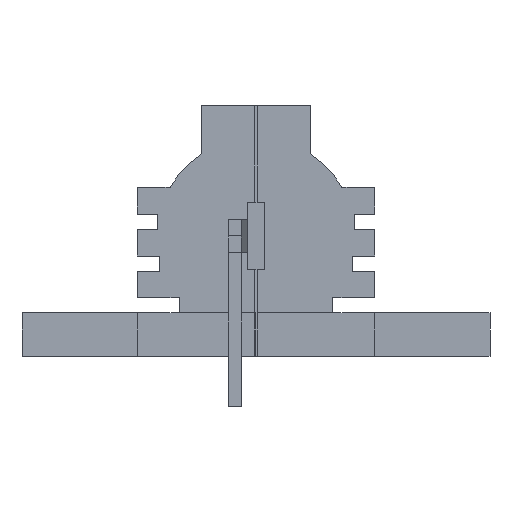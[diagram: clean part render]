
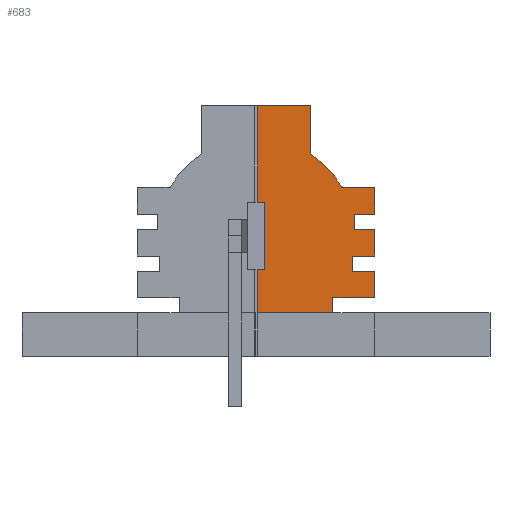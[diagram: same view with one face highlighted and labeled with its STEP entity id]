
A CAD part, left-side view. The second image highlights one B-rep face of the part: STEP entity #683.
In plain terms, the highlighted planar face has unit normal (-1, 0, 0).
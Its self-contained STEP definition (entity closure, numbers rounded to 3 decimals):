
#247 = VERTEX_POINT('',#248);
#248 = CARTESIAN_POINT('',(-14.5,-0.5,6.45));
#254 = EDGE_CURVE('',#247,#255,#257,.T.);
#255 = VERTEX_POINT('',#256);
#256 = CARTESIAN_POINT('',(-14.5,-0.5,7.95));
#257 = LINE('',#258,#259);
#258 = CARTESIAN_POINT('',(-14.5,-0.5,4.6));
#259 = VECTOR('',#260,1.);
#260 = DIRECTION('',(0.,0.,1.));
#308 = EDGE_CURVE('',#255,#309,#311,.T.);
#309 = VERTEX_POINT('',#310);
#310 = CARTESIAN_POINT('',(-14.5,-0.1,7.95));
#311 = LINE('',#312,#313);
#312 = CARTESIAN_POINT('',(-14.5,0.3,7.95));
#313 = VECTOR('',#314,1.);
#314 = DIRECTION('',(0.,1.,0.));
#502 = VERTEX_POINT('',#503);
#503 = CARTESIAN_POINT('',(-14.5,-0.1,6.45));
#509 = EDGE_CURVE('',#502,#247,#510,.T.);
#510 = LINE('',#511,#512);
#511 = CARTESIAN_POINT('',(-14.5,0.3,6.45));
#512 = VECTOR('',#513,1.);
#513 = DIRECTION('',(0.,-1.,0.));
#683 = ADVANCED_FACE('',(#684),#832,.F.);
#684 = FACE_BOUND('',#685,.F.);
#685 = EDGE_LOOP('',(#686,#696,#704,#710,#711,#712,#713,#721,#729,#737,
    #746,#754,#762,#770,#778,#786,#794,#802,#810,#818,#826));
#686 = ORIENTED_EDGE('',*,*,#687,.F.);
#687 = EDGE_CURVE('',#688,#690,#692,.T.);
#688 = VERTEX_POINT('',#689);
#689 = CARTESIAN_POINT('',(-14.5,-4.596,2.6));
#690 = VERTEX_POINT('',#691);
#691 = CARTESIAN_POINT('',(-14.5,-4.596,3.5));
#692 = LINE('',#693,#694);
#693 = CARTESIAN_POINT('',(-14.5,-4.596,2.6));
#694 = VECTOR('',#695,1.);
#695 = DIRECTION('',(0.,0.,1.));
#696 = ORIENTED_EDGE('',*,*,#697,.T.);
#697 = EDGE_CURVE('',#688,#698,#700,.T.);
#698 = VERTEX_POINT('',#699);
#699 = CARTESIAN_POINT('',(-14.5,-0.1,2.6));
#700 = LINE('',#701,#702);
#701 = CARTESIAN_POINT('',(-14.5,-7.1,2.6));
#702 = VECTOR('',#703,1.);
#703 = DIRECTION('',(0.,1.,0.));
#704 = ORIENTED_EDGE('',*,*,#705,.F.);
#705 = EDGE_CURVE('',#502,#698,#706,.T.);
#706 = LINE('',#707,#708);
#707 = CARTESIAN_POINT('',(-14.5,-0.1,15.));
#708 = VECTOR('',#709,1.);
#709 = DIRECTION('',(0.,0.,-1.));
#710 = ORIENTED_EDGE('',*,*,#509,.T.);
#711 = ORIENTED_EDGE('',*,*,#254,.T.);
#712 = ORIENTED_EDGE('',*,*,#308,.T.);
#713 = ORIENTED_EDGE('',*,*,#714,.F.);
#714 = EDGE_CURVE('',#715,#309,#717,.T.);
#715 = VERTEX_POINT('',#716);
#716 = CARTESIAN_POINT('',(-14.5,-0.1,15.));
#717 = LINE('',#718,#719);
#718 = CARTESIAN_POINT('',(-14.5,-0.1,15.));
#719 = VECTOR('',#720,1.);
#720 = DIRECTION('',(0.,0.,-1.));
#721 = ORIENTED_EDGE('',*,*,#722,.F.);
#722 = EDGE_CURVE('',#723,#715,#725,.T.);
#723 = VERTEX_POINT('',#724);
#724 = CARTESIAN_POINT('',(-14.5,-3.273,15.));
#725 = LINE('',#726,#727);
#726 = CARTESIAN_POINT('',(-14.5,-3.273,15.));
#727 = VECTOR('',#728,1.);
#728 = DIRECTION('',(0.,1.,0.));
#729 = ORIENTED_EDGE('',*,*,#730,.F.);
#730 = EDGE_CURVE('',#731,#723,#733,.T.);
#731 = VERTEX_POINT('',#732);
#732 = CARTESIAN_POINT('',(-14.5,-3.273,12.109));
#733 = LINE('',#734,#735);
#734 = CARTESIAN_POINT('',(-14.5,-3.273,12.109));
#735 = VECTOR('',#736,1.);
#736 = DIRECTION('',(0.,0.,1.));
#737 = ORIENTED_EDGE('',*,*,#738,.T.);
#738 = EDGE_CURVE('',#731,#739,#741,.T.);
#739 = VERTEX_POINT('',#740);
#740 = CARTESIAN_POINT('',(-14.5,-5.138,10.1));
#741 = CIRCLE('',#742,5.9);
#742 = AXIS2_PLACEMENT_3D('',#743,#744,#745);
#743 = CARTESIAN_POINT('',(-14.5,0.,7.2));
#744 = DIRECTION('',(1.,0.,0.));
#745 = DIRECTION('',(0.,1.,0.));
#746 = ORIENTED_EDGE('',*,*,#747,.F.);
#747 = EDGE_CURVE('',#748,#739,#750,.T.);
#748 = VERTEX_POINT('',#749);
#749 = CARTESIAN_POINT('',(-14.5,-7.1,10.1));
#750 = LINE('',#751,#752);
#751 = CARTESIAN_POINT('',(-14.5,-7.1,10.1));
#752 = VECTOR('',#753,1.);
#753 = DIRECTION('',(0.,1.,0.));
#754 = ORIENTED_EDGE('',*,*,#755,.F.);
#755 = EDGE_CURVE('',#756,#748,#758,.T.);
#756 = VERTEX_POINT('',#757);
#757 = CARTESIAN_POINT('',(-14.5,-7.1,8.5));
#758 = LINE('',#759,#760);
#759 = CARTESIAN_POINT('',(-14.5,-7.1,8.5));
#760 = VECTOR('',#761,1.);
#761 = DIRECTION('',(0.,0.,1.));
#762 = ORIENTED_EDGE('',*,*,#763,.F.);
#763 = EDGE_CURVE('',#764,#756,#766,.T.);
#764 = VERTEX_POINT('',#765);
#765 = CARTESIAN_POINT('',(-14.5,-5.886,8.5));
#766 = LINE('',#767,#768);
#767 = CARTESIAN_POINT('',(-14.5,-5.886,8.5));
#768 = VECTOR('',#769,1.);
#769 = DIRECTION('',(0.,-1.,0.));
#770 = ORIENTED_EDGE('',*,*,#771,.F.);
#771 = EDGE_CURVE('',#772,#764,#774,.T.);
#772 = VERTEX_POINT('',#773);
#773 = CARTESIAN_POINT('',(-14.5,-5.886,7.6));
#774 = LINE('',#775,#776);
#775 = CARTESIAN_POINT('',(-14.5,-5.886,7.6));
#776 = VECTOR('',#777,1.);
#777 = DIRECTION('',(0.,0.,1.));
#778 = ORIENTED_EDGE('',*,*,#779,.F.);
#779 = EDGE_CURVE('',#780,#772,#782,.T.);
#780 = VERTEX_POINT('',#781);
#781 = CARTESIAN_POINT('',(-14.5,-7.1,7.6));
#782 = LINE('',#783,#784);
#783 = CARTESIAN_POINT('',(-14.5,-7.1,7.6));
#784 = VECTOR('',#785,1.);
#785 = DIRECTION('',(0.,1.,0.));
#786 = ORIENTED_EDGE('',*,*,#787,.F.);
#787 = EDGE_CURVE('',#788,#780,#790,.T.);
#788 = VERTEX_POINT('',#789);
#789 = CARTESIAN_POINT('',(-14.5,-7.1,6.));
#790 = LINE('',#791,#792);
#791 = CARTESIAN_POINT('',(-14.5,-7.1,6.));
#792 = VECTOR('',#793,1.);
#793 = DIRECTION('',(0.,0.,1.));
#794 = ORIENTED_EDGE('',*,*,#795,.F.);
#795 = EDGE_CURVE('',#796,#788,#798,.T.);
#796 = VERTEX_POINT('',#797);
#797 = CARTESIAN_POINT('',(-14.5,-5.777,6.));
#798 = LINE('',#799,#800);
#799 = CARTESIAN_POINT('',(-14.5,-5.777,6.));
#800 = VECTOR('',#801,1.);
#801 = DIRECTION('',(0.,-1.,0.));
#802 = ORIENTED_EDGE('',*,*,#803,.F.);
#803 = EDGE_CURVE('',#804,#796,#806,.T.);
#804 = VERTEX_POINT('',#805);
#805 = CARTESIAN_POINT('',(-14.5,-5.777,5.1));
#806 = LINE('',#807,#808);
#807 = CARTESIAN_POINT('',(-14.5,-5.777,5.1));
#808 = VECTOR('',#809,1.);
#809 = DIRECTION('',(0.,0.,1.));
#810 = ORIENTED_EDGE('',*,*,#811,.F.);
#811 = EDGE_CURVE('',#812,#804,#814,.T.);
#812 = VERTEX_POINT('',#813);
#813 = CARTESIAN_POINT('',(-14.5,-7.1,5.1));
#814 = LINE('',#815,#816);
#815 = CARTESIAN_POINT('',(-14.5,-7.1,5.1));
#816 = VECTOR('',#817,1.);
#817 = DIRECTION('',(0.,1.,0.));
#818 = ORIENTED_EDGE('',*,*,#819,.F.);
#819 = EDGE_CURVE('',#820,#812,#822,.T.);
#820 = VERTEX_POINT('',#821);
#821 = CARTESIAN_POINT('',(-14.5,-7.1,3.5));
#822 = LINE('',#823,#824);
#823 = CARTESIAN_POINT('',(-14.5,-7.1,3.5));
#824 = VECTOR('',#825,1.);
#825 = DIRECTION('',(0.,0.,1.));
#826 = ORIENTED_EDGE('',*,*,#827,.F.);
#827 = EDGE_CURVE('',#690,#820,#828,.T.);
#828 = LINE('',#829,#830);
#829 = CARTESIAN_POINT('',(-14.5,-4.596,3.5));
#830 = VECTOR('',#831,1.);
#831 = DIRECTION('',(0.,-1.,0.));
#832 = PLANE('',#833);
#833 = AXIS2_PLACEMENT_3D('',#834,#835,#836);
#834 = CARTESIAN_POINT('',(-14.5,0.1,0.));
#835 = DIRECTION('',(1.,0.,0.));
#836 = DIRECTION('',(0.,0.,1.));
